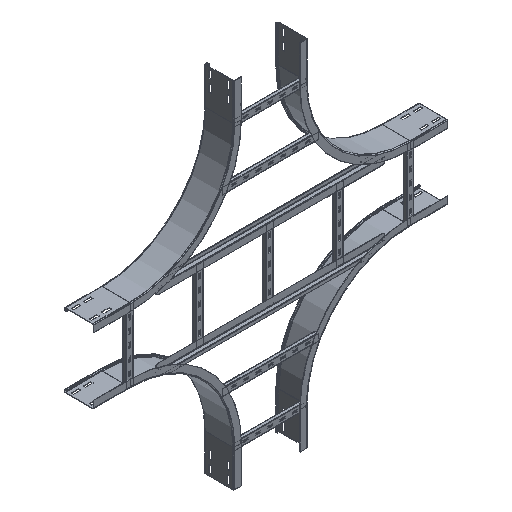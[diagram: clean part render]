
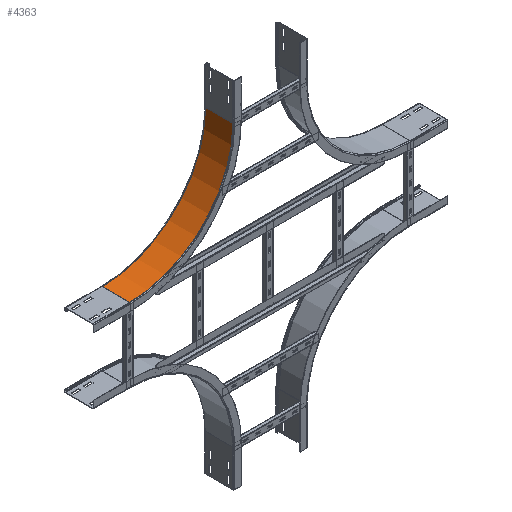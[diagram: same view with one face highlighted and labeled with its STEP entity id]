
A CAD part, isometric view. The second image highlights one B-rep face of the part: STEP entity #4363.
In plain terms, the highlighted cylindrical face has radius 420 mm (diameter 840 mm), a partial arc.
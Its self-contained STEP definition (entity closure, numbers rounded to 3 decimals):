
#168=CIRCLE('',#4726,420.);
#170=CIRCLE('',#4729,420.);
#256=CYLINDRICAL_SURFACE('',#4728,420.);
#348=FACE_OUTER_BOUND('',#614,.T.);
#614=EDGE_LOOP('',(#3126,#3127,#3128,#3129));
#964=LINE('',#6510,#1478);
#994=LINE('',#6589,#1508);
#1478=VECTOR('',#5227,10.);
#1508=VECTOR('',#5307,10.);
#1962=VERTEX_POINT('',#6503);
#1964=VERTEX_POINT('',#6509);
#1987=VERTEX_POINT('',#6583);
#1988=VERTEX_POINT('',#6587);
#2368=EDGE_CURVE('',#1962,#1964,#964,.T.);
#2405=EDGE_CURVE('',#1987,#1962,#168,.T.);
#2407=EDGE_CURVE('',#1988,#1964,#170,.T.);
#2408=EDGE_CURVE('',#1987,#1988,#994,.T.);
#3126=ORIENTED_EDGE('',*,*,#2368,.T.);
#3127=ORIENTED_EDGE('',*,*,#2407,.F.);
#3128=ORIENTED_EDGE('',*,*,#2408,.F.);
#3129=ORIENTED_EDGE('',*,*,#2405,.T.);
#4363=ADVANCED_FACE('',(#348),#256,.F.);
#4726=AXIS2_PLACEMENT_3D('',#6584,#5299,#5300);
#4728=AXIS2_PLACEMENT_3D('',#6586,#5303,#5304);
#4729=AXIS2_PLACEMENT_3D('',#6588,#5305,#5306);
#5227=DIRECTION('',(0.,1.,0.));
#5299=DIRECTION('center_axis',(0.,-1.,0.));
#5300=DIRECTION('ref_axis',(-1.,0.,0.));
#5303=DIRECTION('center_axis',(0.,-1.,0.));
#5304=DIRECTION('ref_axis',(-1.,0.,0.));
#5305=DIRECTION('center_axis',(0.,-1.,0.));
#5306=DIRECTION('ref_axis',(-1.,0.,0.));
#5307=DIRECTION('',(0.,1.,0.));
#6503=CARTESIAN_POINT('',(451.,4.,-420.));
#6509=CARTESIAN_POINT('',(451.,116.,-420.));
#6510=CARTESIAN_POINT('',(451.,116.,-420.));
#6583=CARTESIAN_POINT('',(31.,4.,0.));
#6584=CARTESIAN_POINT('Origin',(451.,4.,0.));
#6586=CARTESIAN_POINT('Origin',(451.,54.966,0.));
#6587=CARTESIAN_POINT('',(31.,116.,0.));
#6588=CARTESIAN_POINT('Origin',(451.,116.,0.));
#6589=CARTESIAN_POINT('',(31.,-27.524,0.));
